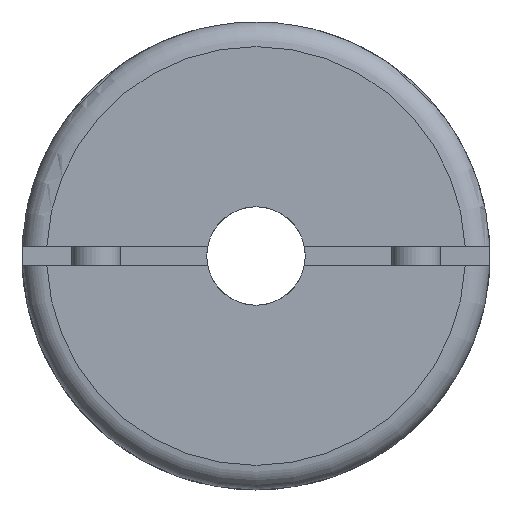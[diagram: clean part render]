
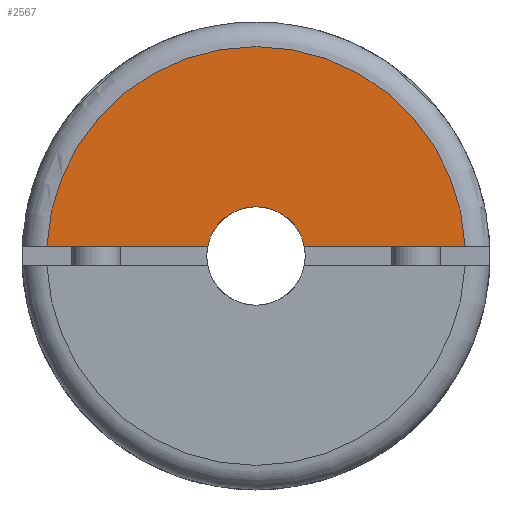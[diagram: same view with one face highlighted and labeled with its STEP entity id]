
A CAD part, left-side view. The second image highlights one B-rep face of the part: STEP entity #2567.
In plain terms, the highlighted planar face has unit normal (-1, 0, 0).
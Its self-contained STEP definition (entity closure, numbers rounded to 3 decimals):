
#72=PLANE('',#2789);
#195=CIRCLE('',#2784,8.5);
#198=CIRCLE('',#2788,2.);
#285=LINE('',#4009,#494);
#286=LINE('',#4010,#495);
#494=VECTOR('',#3119,1000.);
#495=VECTOR('',#3120,1000.);
#746=ORIENTED_EDGE('',*,*,#1454,.F.);
#747=ORIENTED_EDGE('',*,*,#1461,.T.);
#748=ORIENTED_EDGE('',*,*,#1459,.T.);
#749=ORIENTED_EDGE('',*,*,#1462,.T.);
#1454=EDGE_CURVE('',#1809,#1810,#195,.T.);
#1459=EDGE_CURVE('',#1815,#1814,#198,.T.);
#1461=EDGE_CURVE('',#1809,#1815,#285,.T.);
#1462=EDGE_CURVE('',#1814,#1810,#286,.T.);
#1809=VERTEX_POINT('',#3989);
#1810=VERTEX_POINT('',#3991);
#1814=VERTEX_POINT('',#4004);
#1815=VERTEX_POINT('',#4006);
#2085=EDGE_LOOP('',(#746,#747,#748,#749));
#2308=FACE_BOUND('',#2085,.T.);
#2567=ADVANCED_FACE('',(#2308),#72,.T.);
#2784=AXIS2_PLACEMENT_3D('',#3990,#3105,#3106);
#2788=AXIS2_PLACEMENT_3D('',#4005,#3114,#3115);
#2789=AXIS2_PLACEMENT_3D('',#4008,#3117,#3118);
#3105=DIRECTION('',(1.,0.,0.));
#3106=DIRECTION('',(0.,0.,-1.));
#3114=DIRECTION('',(1.,0.,0.));
#3115=DIRECTION('',(0.,0.,-1.));
#3117=DIRECTION('',(-1.,0.,0.));
#3118=DIRECTION('',(0.,0.,1.));
#3119=DIRECTION('',(0.,-1.,0.));
#3120=DIRECTION('',(0.,-1.,0.));
#3989=CARTESIAN_POINT('',(0.,8.491,0.4));
#3990=CARTESIAN_POINT('',(0.,0.,0.));
#3991=CARTESIAN_POINT('',(0.,-8.491,0.4));
#4004=CARTESIAN_POINT('',(0.,-1.96,0.4));
#4005=CARTESIAN_POINT('',(0.,0.,0.));
#4006=CARTESIAN_POINT('',(0.,1.96,0.4));
#4008=CARTESIAN_POINT('',(0.,8.5,0.));
#4009=CARTESIAN_POINT('',(0.,9.5,0.4));
#4010=CARTESIAN_POINT('',(0.,9.5,0.4));
